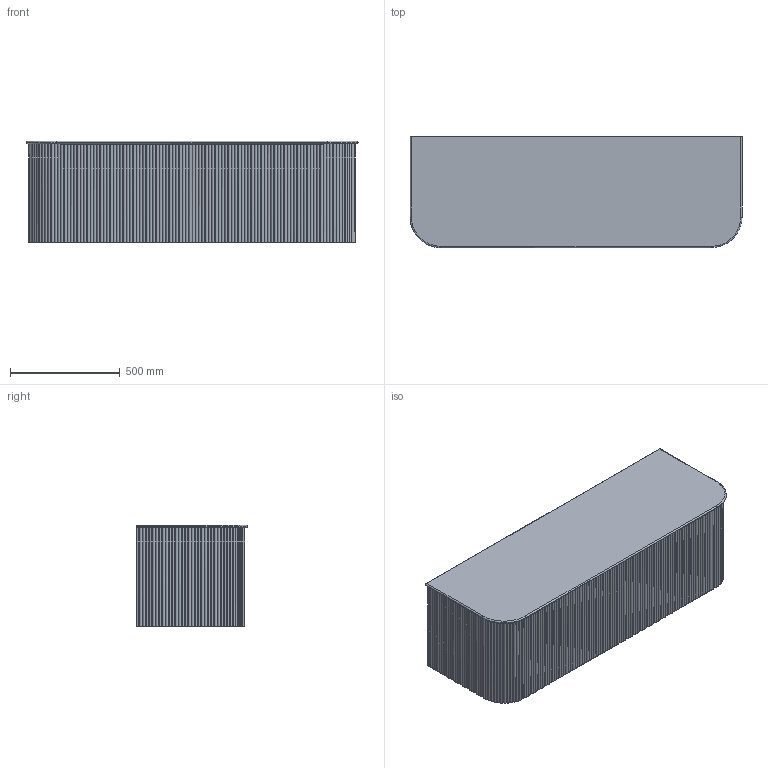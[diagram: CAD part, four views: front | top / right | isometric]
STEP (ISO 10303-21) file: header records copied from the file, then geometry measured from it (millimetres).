
FILE_DESCRIPTION(/* description */ (''),/* implementation_level */ '2;1');
FILE_NAME(/* name */ 'Kado Neue Fluted Double Curve 1500 (12MM)',/* time_stamp */ '2025-07-09T15:05:41+10:00',/* author */ (''),/* organization */ (''),/* preprocessor_version */ 'ST-DEVELOPER v16.5',/* originating_system */ '',/* authorisation */ '');
FILE_SCHEMA (('AUTOMOTIVE_DESIGN'));
Length unit declared in the file: millimetre
Products named in the file (12): Document; Kado Neue Fluted Double Curve 1500 (12MM); Kado Neue Fluted Double Curve ALL BENCHTOPS910; Kado Neue Fluted Double Curve Benchtop (12MM) ALL7; Kado Neue Fluted Double Curve 1500 Benchtop (12MM)6; Kado Neue Fluted Double Curve 1500 Benchtop (12MM); Kado Neue Fluted Double Curve ALL8; Kado Neue Fluted Double Curve 1500; Kado Neue Fluted End234; Kado Neue Fluted Panel 5955; Kado Neue Fluted Panel 595; Kado Neue Fluted Carcass 1500
Assembly tree (13 placements, depth 6):
  Document
    Kado Neue Fluted Double Curve 1500 (12MM)
      Kado Neue Fluted Double Curve ALL BENCHTOPS910
        Kado Neue Fluted Double Curve Benchtop (12MM) ALL7
          Kado Neue Fluted Double Curve 1500 Benchtop (12MM)6
            Kado Neue Fluted Double Curve 1500 Benchtop (12MM)
      Kado Neue Fluted Double Curve ALL8
        Kado Neue Fluted Double Curve 1500
          Kado Neue Fluted End234  x2
          Kado Neue Fluted Panel 5955  x2
            Kado Neue Fluted Panel 595
          Kado Neue Fluted Carcass 1500
Bounding box: 1511 x 506.05 x 462 mm (x, y, z)
Volume: 104742371.3 mm3; surface area: 8696474.6 mm2
Topology: 12 solids, 12 shells, 733 faces, 2117 edges, 1408 vertices
Faces by surface type: cylinder 496, plane 229, bspline 8
Entity records: 12335 total; most frequent: CARTESIAN_POINT 4846, ORIENTED_EDGE 2218, EDGE_CURVE 1109, VERTEX_POINT 736, B_SPLINE_CURVE_WITH_KNOTS 593, DIRECTION 441, AXIS2_PLACEMENT_3D 412, ADVANCED_FACE 391
